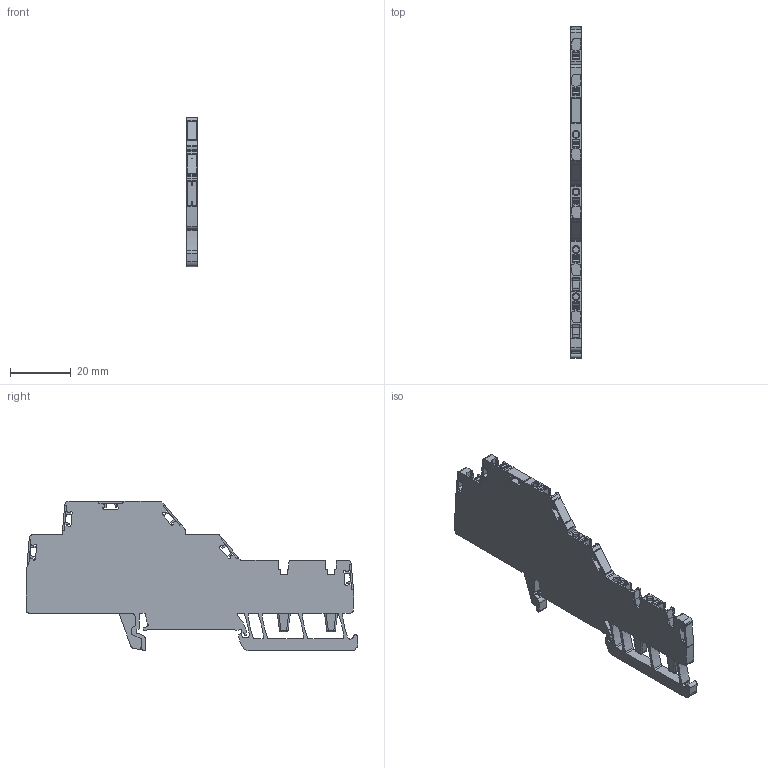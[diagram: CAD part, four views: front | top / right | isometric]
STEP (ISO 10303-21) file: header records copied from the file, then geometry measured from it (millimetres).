
FILE_DESCRIPTION(('CATIA V5R22 STEP214','CAx-IF Rec.Pracs.--- Model Styling and Organization---1.4--- 2014-01-23'),'2;1');
FILE_NAME ('D1463636_0', '2019-07-05T12:04:38+00:00', ('Weidmueller Interface'), ('Weidmueller'), 'CATIA Version 5-6 Release 2016 SP3 HF44', 'CATIA V5 STEP AP214', 'none');
FILE_SCHEMA(('AUTOMOTIVE_DESIGN { 1 0 10303 214 1 1 1 1 }'));
Length unit declared in the file: millimetre
Products named in the file (1): 2675670000_AIO23_1-5_2SI_DL_OR
Bounding box: 3.5 x 109.59 x 49.4 mm (x, y, z)
Volume: 10620.2 mm3; surface area: 9631.3 mm2
Topology: 13 solids, 13 shells, 1029 faces, 2885 edges, 1897 vertices
Faces by surface type: plane 547, cylinder 368, extrusion 70, torus 20, cone 16, sphere 8
Entity records: 32489 total; most frequent: CARTESIAN_POINT 6876, ORIENTED_EDGE 5754, DIRECTION 4412, EDGE_CURVE 2877, VECTOR 2005, LINE 1935, VERTEX_POINT 1897, AXIS2_PLACEMENT_3D 1588
